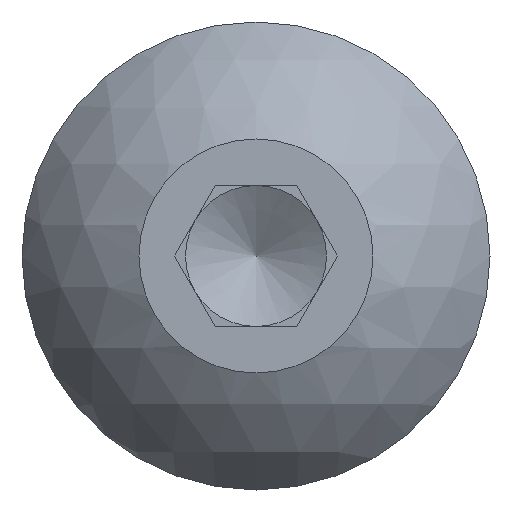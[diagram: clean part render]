
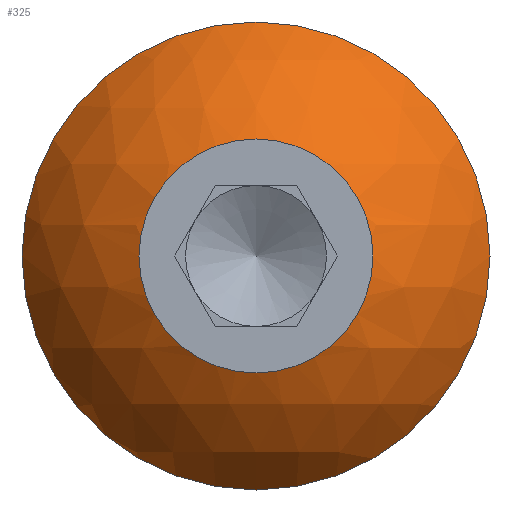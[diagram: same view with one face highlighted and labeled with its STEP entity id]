
A CAD part, left-side view. The second image highlights one B-rep face of the part: STEP entity #325.
In plain terms, the highlighted spherical face has radius 4.584 mm.
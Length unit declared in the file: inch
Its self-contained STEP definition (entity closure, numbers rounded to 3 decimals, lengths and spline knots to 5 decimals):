
#19=SPHERICAL_SURFACE('',#368,0.18048);
#21=FACE_BOUND('',#68,.T.);
#23=CIRCLE('',#361,0.078);
#26=CIRCLE('',#369,0.156);
#27=CIRCLE('',#370,0.156);
#46=FACE_OUTER_BOUND('',#67,.T.);
#67=EDGE_LOOP('',(#242,#243));
#68=EDGE_LOOP('',(#244));
#144=VERTEX_POINT('',#513);
#153=VERTEX_POINT('',#541);
#154=VERTEX_POINT('',#542);
#174=EDGE_CURVE('',#144,#144,#23,.T.);
#188=EDGE_CURVE('',#153,#154,#26,.T.);
#189=EDGE_CURVE('',#154,#153,#27,.T.);
#242=ORIENTED_EDGE('',*,*,#188,.T.);
#243=ORIENTED_EDGE('',*,*,#189,.T.);
#244=ORIENTED_EDGE('',*,*,#174,.F.);
#325=ADVANCED_FACE('',(#46,#21),#19,.T.);
#361=AXIS2_PLACEMENT_3D('',#514,#407,#408);
#368=AXIS2_PLACEMENT_3D('',#540,#432,#433);
#369=AXIS2_PLACEMENT_3D('',#543,#434,#435);
#370=AXIS2_PLACEMENT_3D('',#544,#436,#437);
#407=DIRECTION('center_axis',(-1.,0.,0.));
#408=DIRECTION('ref_axis',(0.,0.,1.));
#432=DIRECTION('center_axis',(0.,0.,1.));
#433=DIRECTION('ref_axis',(-1.,0.001,0.));
#434=DIRECTION('center_axis',(-1.,0.,0.));
#435=DIRECTION('ref_axis',(0.,0.,1.));
#436=DIRECTION('center_axis',(-1.,0.,0.));
#437=DIRECTION('ref_axis',(0.,0.,1.));
#513=CARTESIAN_POINT('',(0.,0.078,0.));
#514=CARTESIAN_POINT('Origin',(0.,0.,0.));
#540=CARTESIAN_POINT('Origin',(0.16275,0.,0.));
#541=CARTESIAN_POINT('',(0.072,0.,0.156));
#542=CARTESIAN_POINT('',(0.072,0.,-0.156));
#543=CARTESIAN_POINT('Origin',(0.072,0.,0.));
#544=CARTESIAN_POINT('Origin',(0.072,0.,0.));
